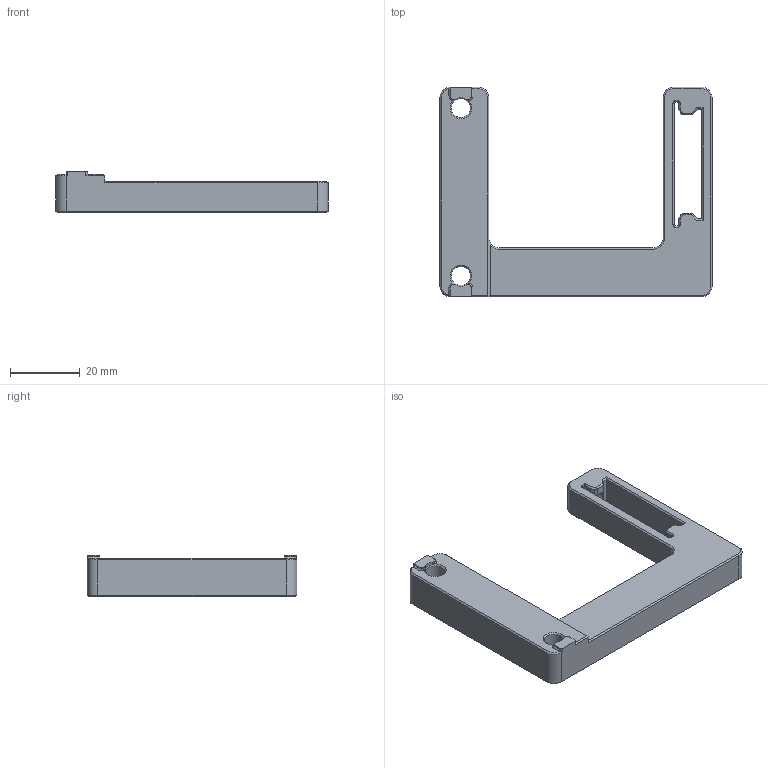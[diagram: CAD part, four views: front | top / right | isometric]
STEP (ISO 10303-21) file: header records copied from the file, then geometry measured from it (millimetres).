
FILE_DESCRIPTION(/* description */ (''),/* implementation_level */ '2;1');
FILE_NAME(/* name */ 'DIN_frame_mount_nf_1.step',/* time_stamp */ '2024-06-15T16:05:44+02:00',/* author */ (''),/* organization */ (''),/* preprocessor_version */ 'ST-DEVELOPER v20',/* originating_system */ 'Autodesk Translation Framework v13.14.0.145',/* authorisation */ '');
FILE_SCHEMA (('AUTOMOTIVE_DESIGN { 1 0 10303 214 3 1 1 }'));
Length unit declared in the file: millimetre
Products named in the file (1): DIN_frame_mount_x4 (1)
Bounding box: 77.91 x 60 x 11.8 mm (x, y, z)
Volume: 20223.5 mm3; surface area: 8726.1 mm2
Topology: 1 solids, 1 shells, 156 faces, 388 edges, 232 vertices
Faces by surface type: plane 85, cone 39, cylinder 28, bspline 4
Full cylindrical faces by diameter (mm): 3.2 x1, 4.7 x1, 5.4 x2
Entity records: 4731 total; most frequent: CARTESIAN_POINT 1005, ORIENTED_EDGE 776, DIRECTION 764, EDGE_CURVE 388, LINE 260, VECTOR 260, AXIS2_PLACEMENT_3D 252, VERTEX_POINT 232
